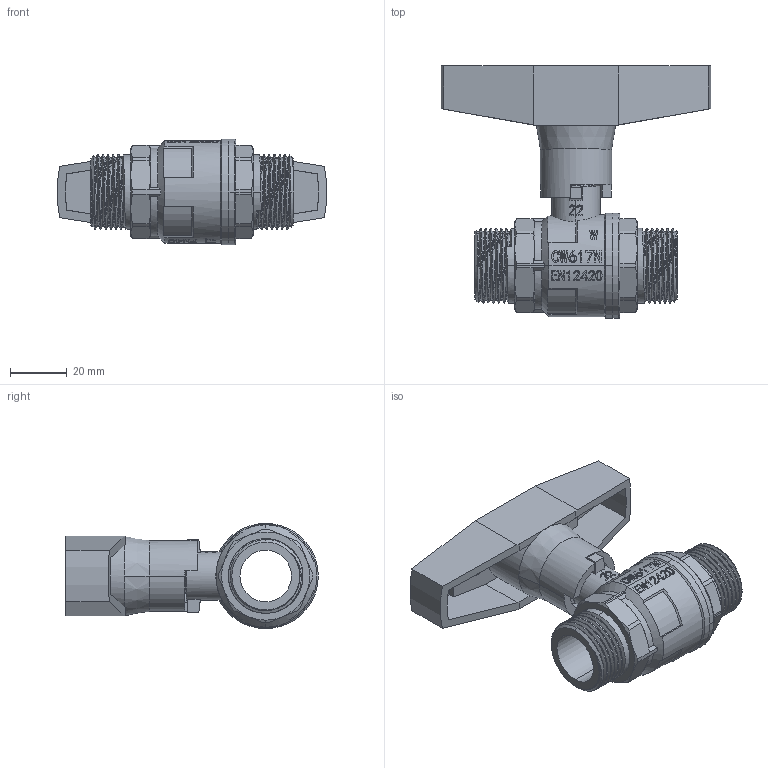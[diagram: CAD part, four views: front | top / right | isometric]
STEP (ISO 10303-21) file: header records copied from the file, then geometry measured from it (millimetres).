
FILE_DESCRIPTION(/* description */ ('Unknown'),/* implementation_level */ '2;1');
FILE_NAME(/* name */ '682-05',/* time_stamp */ '2025-10-09T10:00:22+02:00',/* author */ ('Unknown'),/* organization */ ('Unknown'),/* preprocessor_version */ 'ST-DEVELOPER v20',/* originating_system */ 'Solid Edge',/* authorisation */ 'Unknown');
FILE_SCHEMA (('PROCESS_PLANNING_SCHEMA','AUTOMOTIVE_DESIGN {1 0 10303 214 3 1 1}'));
Products named in the file (10): 682-05; 10.33711.G20.0B05-5990_10.33711.G20.0B05-5990; 10.33711.G20.1_10.33711.G20.1B05; 10.33701.G15.4_10.33701.G15.4632; 10.33701.G15.50_10.33701.G15.5032-5990; 94110680-45; VT0801435004-20; VT0801431006-1; VT0801435004-1; VT120017-M8X16-1
Assembly tree (9 placements, depth 3):
  682-05
    10.33711.G20.0B05-5990_10.33711.G20.0B05-5990
    10.33711.G20.1_10.33711.G20.1B05
    10.33701.G15.4_10.33701.G15.4632
    10.33701.G15.50_10.33701.G15.5032-5990
    94110680-45
      VT0801435004-20
      VT0801431006-1
      VT0801435004-1
      VT120017-M8X16-1
Bounding box: 94.77 x 88.8 x 37 mm (x, y, z)
Volume: 59732.7 mm3; surface area: 41756.7 mm2
Topology: 8 solids, 8 shells, 1117 faces, 2959 edges, 1937 vertices
Faces by surface type: plane 490, cylinder 304, bspline 206, cone 95, torus 18, sphere 4
Entity records: 70318 total; most frequent: CARTESIAN_POINT 45178, ORIENTED_EDGE 5918, DIRECTION 4070, EDGE_CURVE 2959, VERTEX_POINT 1937, AXIS2_PLACEMENT_3D 1461, EDGE_LOOP 1214, FACE_BOUND 1214
